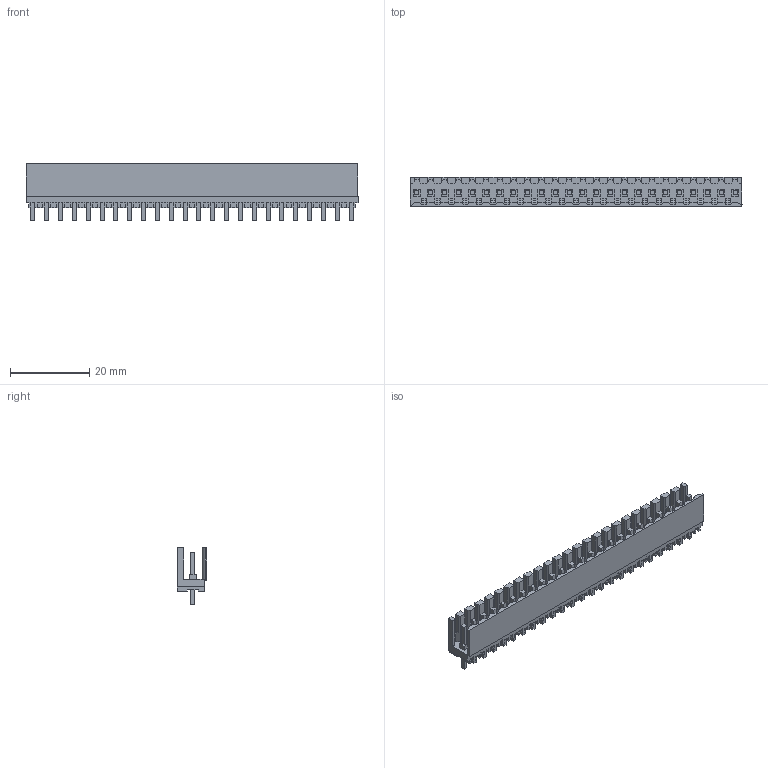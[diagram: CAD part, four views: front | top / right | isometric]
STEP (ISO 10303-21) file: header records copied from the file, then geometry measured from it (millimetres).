
FILE_DESCRIPTION(('CATIA V5 STEP Exchange','CAx-IF Rec.Pracs.--- Model Styling and Organization---1.2---2011-12-15'),'2;1');
FILE_NAME ('D1453675_0_1621470000_1621470000.stp','2018-03-12T05:57:36+00:00',('none'),('Weidmueller'),'CATIA Version 5-6 Release 2014','CATIA V5 STEP AP214','none');
FILE_SCHEMA(('AUTOMOTIVE_DESIGN { 1 0 10303 214 1 1 1 1 }'));
Length unit declared in the file: millimetre
Products named in the file (1): 1621470000
Bounding box: 84 x 7.45 x 14.25 mm (x, y, z)
Volume: 2667.1 mm3; surface area: 7470.1 mm2
Topology: 25 solids, 25 shells, 1422 faces, 4202 edges, 2877 vertices
Faces by surface type: plane 1398, cylinder 24
Entity records: 44591 total; most frequent: ORIENTED_EDGE 8404, CARTESIAN_POINT 7796, DIRECTION 5634, EDGE_CURVE 4202, VECTOR 4154, LINE 4154, VERTEX_POINT 2877, EDGE_LOOP 1517
